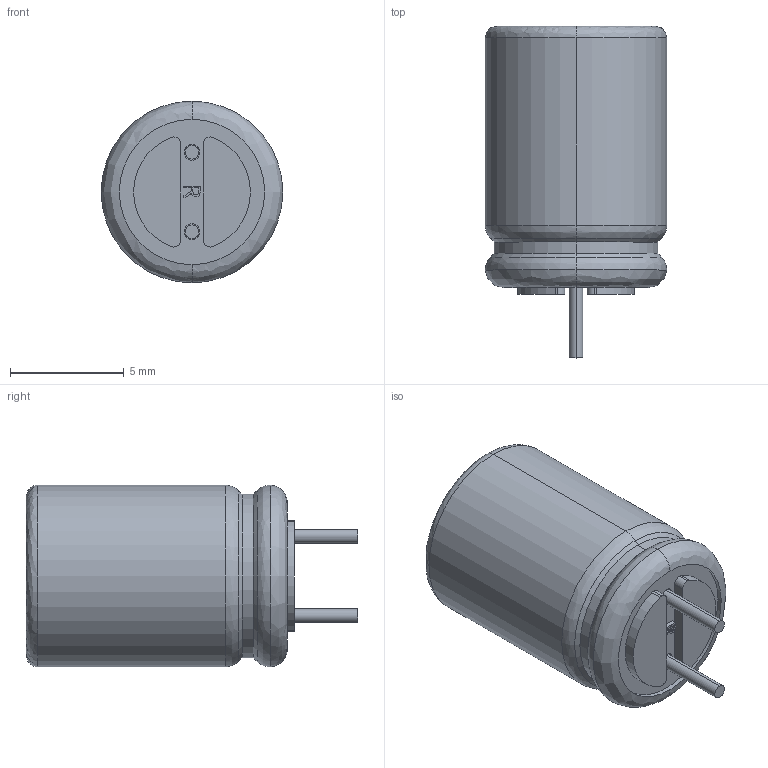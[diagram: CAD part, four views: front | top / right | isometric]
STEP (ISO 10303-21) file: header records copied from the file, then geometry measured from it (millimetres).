
FILE_DESCRIPTION (( 'STEP AP214' ), '1' );
FILE_NAME ('User Library-CAPPR350-800x1150_270uF_16V.STEP', '2020-12-06T14:08:53', ( '' ), ( '' ), 'SwSTEP 2.0', 'SolidWorks 2020', '' );
FILE_SCHEMA (( 'AUTOMOTIVE_DESIGN' ));
Length unit declared in the file: millimetre
Products named in the file (5): User Library-CAPPR350-800x1150_270uF_16V; Rubber; Imported; Text; Body
Assembly tree (5 placements, depth 2):
  User Library-CAPPR350-800x1150_270uF_16V
    Body
    Rubber
    Imported  x2
    Text
Bounding box: 8 x 14.61 x 8 mm (x, y, z)
Volume: 567.4 mm3; surface area: 567.3 mm2
Topology: 16 solids, 16 shells, 550 faces, 1522 edges, 1010 vertices
Faces by surface type: plane 513, cylinder 25, bspline 8, cone 4
Entity records: 17539 total; most frequent: CARTESIAN_POINT 3202, ORIENTED_EDGE 3032, DIRECTION 2668, EDGE_CURVE 1516, VECTOR 1452, LINE 1452, VERTEX_POINT 1006, AXIS2_PLACEMENT_3D 608
